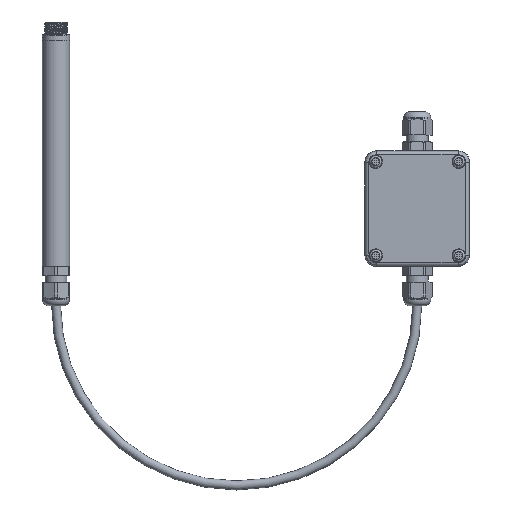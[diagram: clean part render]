
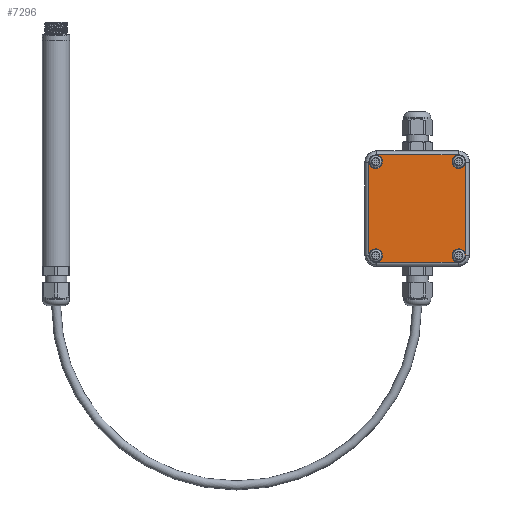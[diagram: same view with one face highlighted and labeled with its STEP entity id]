
A CAD part, top view. The second image highlights one B-rep face of the part: STEP entity #7296.
In plain terms, the highlighted planar face has unit normal (0, 0, 1).
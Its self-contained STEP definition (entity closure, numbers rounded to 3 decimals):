
#279=PLANE('',#7975);
#749=FACE_OUTER_BOUND('',#1214,.T.);
#1214=EDGE_LOOP('',(#5467,#5468,#5469,#5470,#5471,#5472,#5473,#5474,#5475,
#5476));
#1735=LINE('',#11801,#2260);
#1737=LINE('',#11806,#2262);
#1738=LINE('',#11911,#2263);
#1740=LINE('',#11914,#2265);
#2260=VECTOR('',#9271,45.331);
#2262=VECTOR('',#9277,45.331);
#2263=VECTOR('',#9284,51.331);
#2265=VECTOR('',#9288,51.331);
#2647=CIRCLE('',#7699,3.75);
#2652=CIRCLE('',#7709,3.75);
#2654=CIRCLE('',#7711,3.75);
#2658=CIRCLE('',#7719,3.75);
#2660=CIRCLE('',#7721,3.75);
#2664=CIRCLE('',#7728,3.75);
#3071=VERTEX_POINT('',#10913);
#3072=VERTEX_POINT('',#10914);
#3082=VERTEX_POINT('',#10967);
#3083=VERTEX_POINT('',#10969);
#3085=VERTEX_POINT('',#10974);
#3091=VERTEX_POINT('',#11002);
#3092=VERTEX_POINT('',#11004);
#3094=VERTEX_POINT('',#11009);
#3098=VERTEX_POINT('',#11021);
#3099=VERTEX_POINT('',#11022);
#3768=EDGE_CURVE('',#3071,#3072,#2647,.T.);
#3781=EDGE_CURVE('',#3083,#3082,#2652,.T.);
#3784=EDGE_CURVE('',#3085,#3083,#2654,.T.);
#3792=EDGE_CURVE('',#3092,#3091,#2658,.T.);
#3795=EDGE_CURVE('',#3094,#3092,#2660,.T.);
#3801=EDGE_CURVE('',#3098,#3099,#2664,.T.);
#4078=EDGE_CURVE('',#3071,#3099,#1735,.T.);
#4081=EDGE_CURVE('',#3085,#3091,#1737,.T.);
#4084=EDGE_CURVE('',#3098,#3082,#1738,.T.);
#4086=EDGE_CURVE('',#3094,#3072,#1740,.T.);
#5467=ORIENTED_EDGE('',*,*,#3801,.T.);
#5468=ORIENTED_EDGE('',*,*,#4078,.F.);
#5469=ORIENTED_EDGE('',*,*,#3768,.T.);
#5470=ORIENTED_EDGE('',*,*,#4086,.F.);
#5471=ORIENTED_EDGE('',*,*,#3795,.T.);
#5472=ORIENTED_EDGE('',*,*,#3792,.T.);
#5473=ORIENTED_EDGE('',*,*,#4081,.F.);
#5474=ORIENTED_EDGE('',*,*,#3784,.T.);
#5475=ORIENTED_EDGE('',*,*,#3781,.T.);
#5476=ORIENTED_EDGE('',*,*,#4084,.F.);
#7296=ADVANCED_FACE('',(#749),#279,.T.);
#7699=AXIS2_PLACEMENT_3D('',#10915,#8603,#8604);
#7709=AXIS2_PLACEMENT_3D('',#10970,#8625,#8626);
#7711=AXIS2_PLACEMENT_3D('',#10975,#8630,#8631);
#7719=AXIS2_PLACEMENT_3D('',#11005,#8647,#8648);
#7721=AXIS2_PLACEMENT_3D('',#11010,#8652,#8653);
#7728=AXIS2_PLACEMENT_3D('',#11023,#8667,#8668);
#7975=AXIS2_PLACEMENT_3D('',#12028,#9307,#9308);
#8603=DIRECTION('center_axis',(0.,0.,-1.));
#8604=DIRECTION('ref_axis',(1.,0.,0.));
#8625=DIRECTION('center_axis',(0.,0.,-1.));
#8626=DIRECTION('ref_axis',(1.,0.,0.));
#8630=DIRECTION('center_axis',(0.,0.,-1.));
#8631=DIRECTION('ref_axis',(1.,0.,0.));
#8647=DIRECTION('center_axis',(0.,0.,-1.));
#8648=DIRECTION('ref_axis',(1.,0.,0.));
#8652=DIRECTION('center_axis',(0.,0.,-1.));
#8653=DIRECTION('ref_axis',(1.,0.,0.));
#8667=DIRECTION('center_axis',(0.,0.,-1.));
#8668=DIRECTION('ref_axis',(1.,0.,0.));
#9271=DIRECTION('',(0.,-1.,0.));
#9277=DIRECTION('',(0.,1.,0.));
#9284=DIRECTION('',(-1.,0.,0.));
#9288=DIRECTION('',(1.,0.,0.));
#9307=DIRECTION('center_axis',(0.,0.,1.));
#9308=DIRECTION('ref_axis',(1.,0.,0.));
#10913=CARTESIAN_POINT('',(29.735,22.666,10.));
#10914=CARTESIAN_POINT('',(25.666,26.735,10.));
#10915=CARTESIAN_POINT('Origin',(26.,23.,10.));
#10967=CARTESIAN_POINT('',(-25.666,-26.735,10.));
#10969=CARTESIAN_POINT('',(-22.25,-23.,10.));
#10970=CARTESIAN_POINT('Origin',(-26.,-23.,10.));
#10974=CARTESIAN_POINT('',(-29.735,-22.666,10.));
#10975=CARTESIAN_POINT('Origin',(-26.,-23.,10.));
#11002=CARTESIAN_POINT('',(-29.735,22.666,10.));
#11004=CARTESIAN_POINT('',(-22.25,23.,10.));
#11005=CARTESIAN_POINT('Origin',(-26.,23.,10.));
#11009=CARTESIAN_POINT('',(-25.666,26.735,10.));
#11010=CARTESIAN_POINT('Origin',(-26.,23.,10.));
#11021=CARTESIAN_POINT('',(25.666,-26.735,10.));
#11022=CARTESIAN_POINT('',(29.735,-22.666,10.));
#11023=CARTESIAN_POINT('Origin',(26.,-23.,10.));
#11801=CARTESIAN_POINT('',(29.735,22.666,10.));
#11806=CARTESIAN_POINT('',(-29.735,-22.666,10.));
#11911=CARTESIAN_POINT('',(25.666,-26.735,10.));
#11914=CARTESIAN_POINT('',(-25.666,26.735,10.));
#12028=CARTESIAN_POINT('Origin',(0.,0.,10.));
